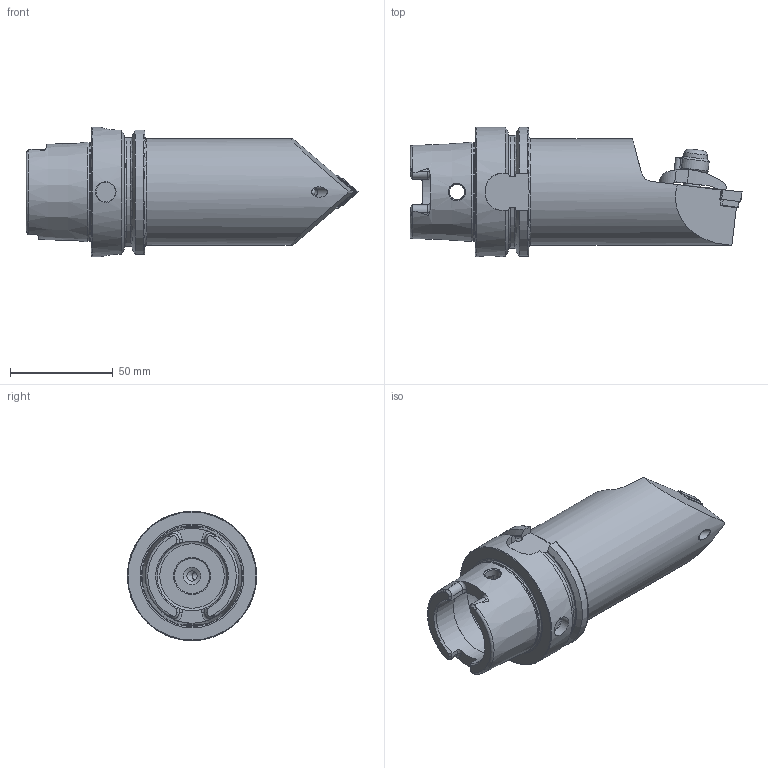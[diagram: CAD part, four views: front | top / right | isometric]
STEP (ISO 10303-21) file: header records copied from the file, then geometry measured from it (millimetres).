
FILE_DESCRIPTION (( 'STEP AP214' ), '1' );
FILE_NAME ('HA6.KCD.NMA.130.STEP', '2021-10-01T09:49:10', ( '' ), ( '' ), 'SwSTEP 2.0', 'SolidWorks 2017', '' );
FILE_SCHEMA (( 'AUTOMOTIVE_DESIGN' ));
Length unit declared in the file: millimetre
Products named in the file (11): HA6-KCD.NMA.130_A; ISO 13337 - 3 x 12_PreviewCfg; CNMG120404; WCC-ER5.102.005_A; WCD-ER2.101.003_A; WCC-ER3.102.024_C; WCC-ER5.102.012_B; WCC-ER4.103.032_A; HA6.KCD.NMA.130; WCC-ER2.001.010_A; KVT_MB_600_050
Assembly tree (10 placements, depth 2):
  HA6.KCD.NMA.130
    HA6-KCD.NMA.130_A
    CNMG120404
    WCD-ER2.101.003_A
    WCC-ER2.001.010_A
    WCC-ER3.102.024_C
    WCC-ER5.102.012_B
    WCC-ER5.102.005_A
    WCC-ER4.103.032_A
    KVT_MB_600_050
    ISO 13337 - 3 x 12_PreviewCfg
Bounding box: 161.9 x 63 x 63 mm (x, y, z)
Volume: 240140.9 mm3; surface area: 42513.3 mm2
Topology: 11 solids, 11 shells, 341 faces, 864 edges, 539 vertices
Faces by surface type: plane 125, cylinder 101, cone 68, torus 32, bspline 14, sphere 1
Full cylindrical faces by diameter (mm): 2 x3, 3 x2, 4 x1, 4.2 x4, 5 x6, 5.16 x1, 6 x1, 6.2 x4, 6.4 x1, 6.8 x1, 7 x3, 7.5 x2, 8.4 x1, 8.5 x1, 10 x1, 11.5 x1, 17 x1, 19 x1, 34 x2, 40 x1, 47.941 x1, 52 x1, 63 x1
Entity records: 13033 total; most frequent: CARTESIAN_POINT 4320, DIRECTION 1462, ORIENTED_EDGE 1438, EDGE_CURVE 719, AXIS2_PLACEMENT_3D 595, VERTEX_POINT 500, EDGE_LOOP 461, FACE_OUTER_BOUND 398
